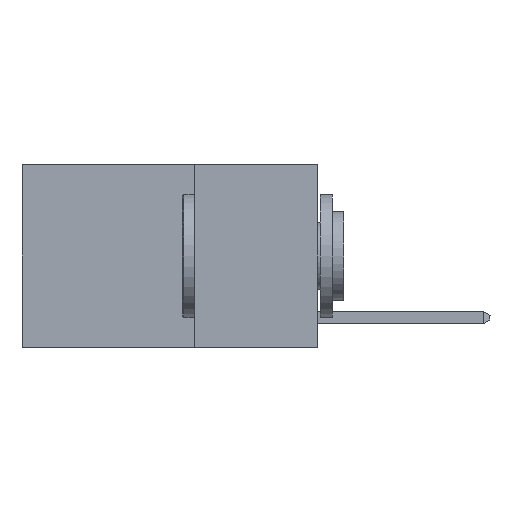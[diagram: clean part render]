
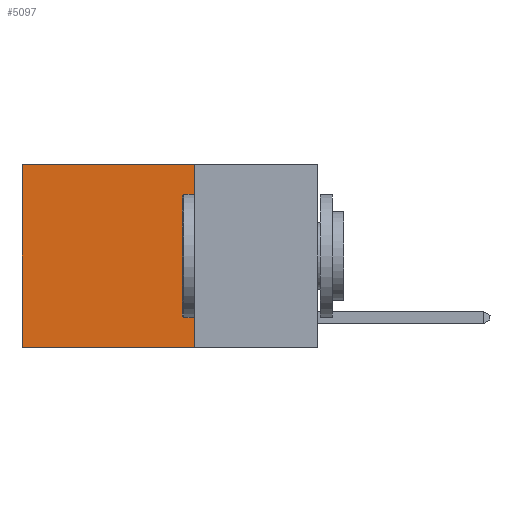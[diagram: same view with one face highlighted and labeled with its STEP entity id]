
A CAD part, left-side view. The second image highlights one B-rep face of the part: STEP entity #5097.
In plain terms, the highlighted planar face has unit normal (-1, 0, 0).
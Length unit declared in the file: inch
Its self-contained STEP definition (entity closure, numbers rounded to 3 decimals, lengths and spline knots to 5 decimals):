
#246 = LINE ( 'NONE', #5656, #6820 ) ;
#740 = CARTESIAN_POINT ( 'NONE',  ( 0.2625, 0.25, 0. ) ) ;
#3938 = CARTESIAN_POINT ( 'NONE',  ( 0.2625, 0.25, -0.37 ) ) ;
#5081 = VECTOR ( 'NONE', #20222, 39.37008 ) ;
#5097 = ADVANCED_FACE ( 'NONE', ( #10470 ), #12111, .F. ) ;
#5656 = CARTESIAN_POINT ( 'NONE',  ( 0.2625, 0.25, 0. ) ) ;
#5665 = CARTESIAN_POINT ( 'NONE',  ( 0.2625, 0.25, 0. ) ) ;
#5669 = LINE ( 'NONE', #5719, #5081 ) ;
#5719 = CARTESIAN_POINT ( 'NONE',  ( 0.2625, 0.25, -0.37 ) ) ;
#5786 = VERTEX_POINT ( 'NONE', #3938 ) ;
#5808 = CARTESIAN_POINT ( 'NONE',  ( 0.2625, 0.6, -0.37 ) ) ;
#5869 = EDGE_CURVE ( 'NONE', #14278, #5786, #16756, .T. ) ;
#6493 = ORIENTED_EDGE ( 'NONE', *, *, #10304, .T. ) ;
#6757 = CARTESIAN_POINT ( 'NONE',  ( 0.2625, 0.25, 0. ) ) ;
#6820 = VECTOR ( 'NONE', #20634, 39.37008 ) ;
#6917 = ORIENTED_EDGE ( 'NONE', *, *, #15354, .T. ) ;
#7577 = EDGE_LOOP ( 'NONE', ( #6917, #9388, #12921, #6493 ) ) ;
#8072 = AXIS2_PLACEMENT_3D ( 'NONE', #6757, #8470, #10354 ) ;
#8470 = DIRECTION ( 'NONE',  ( 1., 0., 0. ) ) ;
#9388 = ORIENTED_EDGE ( 'NONE', *, *, #21159, .F. ) ;
#10304 = EDGE_CURVE ( 'NONE', #14278, #21945, #246, .T. ) ;
#10354 = DIRECTION ( 'NONE',  ( 0., 0., -1. ) ) ;
#10470 = FACE_OUTER_BOUND ( 'NONE', #7577, .T. ) ;
#10936 = VERTEX_POINT ( 'NONE', #5808 ) ;
#11839 = DIRECTION ( 'NONE',  ( 0., 0., -1. ) ) ;
#12111 = PLANE ( 'NONE',  #8072 ) ;
#12921 = ORIENTED_EDGE ( 'NONE', *, *, #5869, .F. ) ;
#13442 = LINE ( 'NONE', #16183, #21448 ) ;
#14278 = VERTEX_POINT ( 'NONE', #5665 ) ;
#15354 = EDGE_CURVE ( 'NONE', #21945, #10936, #13442, .T. ) ;
#15716 = CARTESIAN_POINT ( 'NONE',  ( 0.2625, 0.6, 0. ) ) ;
#16183 = CARTESIAN_POINT ( 'NONE',  ( 0.2625, 0.6, 0. ) ) ;
#16756 = LINE ( 'NONE', #740, #20514 ) ;
#17955 = DIRECTION ( 'NONE',  ( 0., 0., -1. ) ) ;
#20222 = DIRECTION ( 'NONE',  ( 0., 1., 0. ) ) ;
#20514 = VECTOR ( 'NONE', #11839, 39.37008 ) ;
#20634 = DIRECTION ( 'NONE',  ( 0., 1., 0. ) ) ;
#21159 = EDGE_CURVE ( 'NONE', #5786, #10936, #5669, .T. ) ;
#21448 = VECTOR ( 'NONE', #17955, 39.37008 ) ;
#21945 = VERTEX_POINT ( 'NONE', #15716 ) ;
